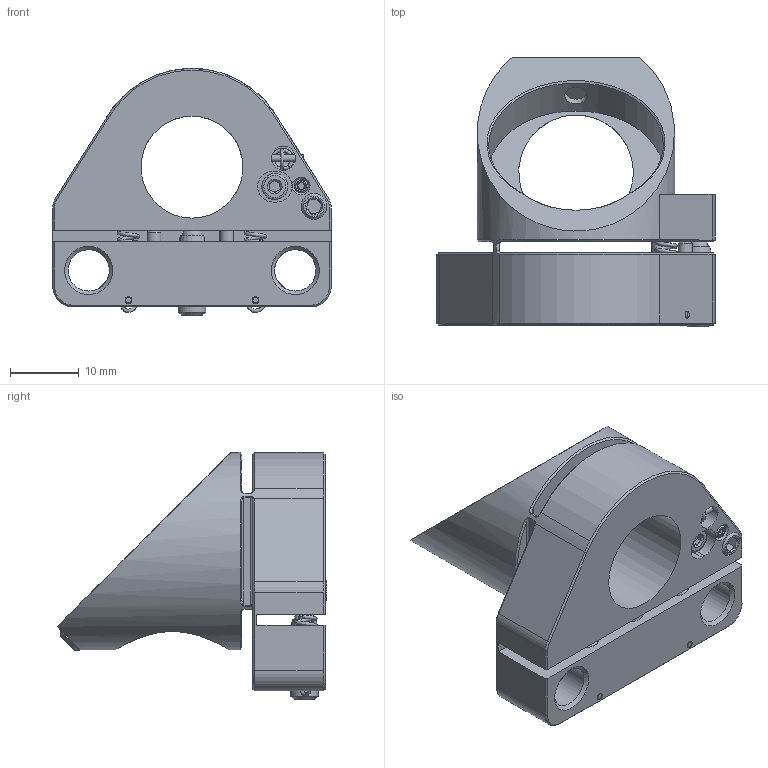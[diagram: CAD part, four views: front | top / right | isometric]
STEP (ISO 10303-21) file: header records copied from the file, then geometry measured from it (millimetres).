
FILE_DESCRIPTION (( 'STEP AP203' ), '1' );
FILE_NAME ('530112.STEP', '2025-04-27T07:47:40', ( 'Windows User' ), ( 'P R C' ), 'SwSTEP 2.0', 'SolidWorks 2020', '' );
FILE_SCHEMA (( 'CONFIG_CONTROL_DESIGN' ));
Length unit declared in the file: millimetre
Products named in the file (1): 530112
Bounding box: 40.46 x 39.22 x 35.91 mm (x, y, z)
Volume: 13178 mm3; surface area: 10701.1 mm2
Topology: 18 solids, 18 shells, 321 faces, 742 edges, 464 vertices
Faces by surface type: plane 151, cone 80, cylinder 67, bspline 23
Full cylindrical faces by diameter (mm): 1 x9, 1.6 x4, 2 x4, 2.8 x3, 2.99 x2, 3 x1, 3.3 x3, 3.5 x3, 3.75 x2, 3.8 x2, 4 x5, 6 x2, 14.815 x2, 16.662 x1, 28.7 x1
Entity records: 14040 total; most frequent: CARTESIAN_POINT 7661, DIRECTION 1248, ORIENTED_EDGE 1148, EDGE_CURVE 574, AXIS2_PLACEMENT_3D 492, EDGE_LOOP 475, VERTEX_POINT 407, FACE_OUTER_BOUND 372
